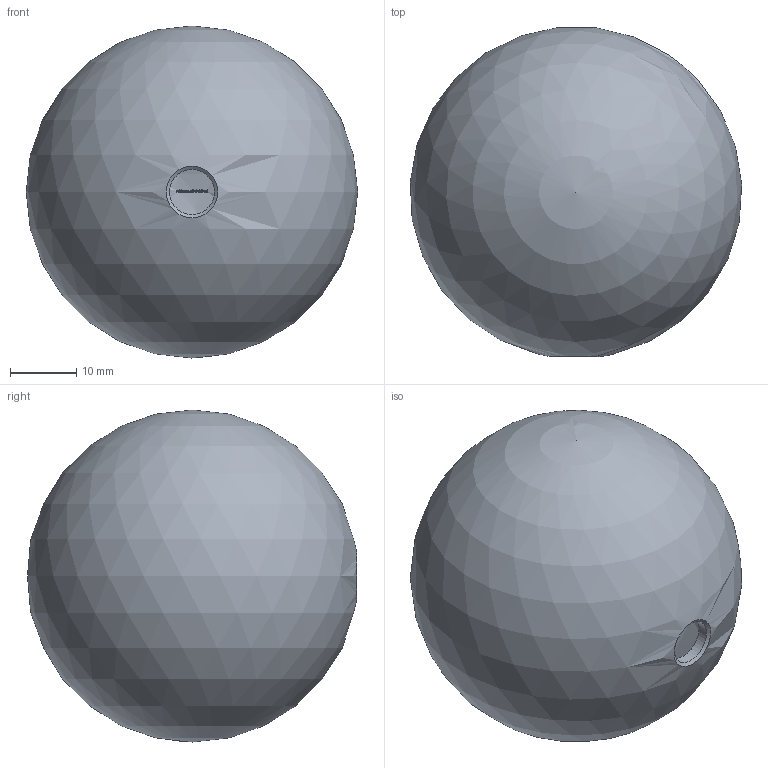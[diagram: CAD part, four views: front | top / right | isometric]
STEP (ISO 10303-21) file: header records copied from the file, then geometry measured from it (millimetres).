
FILE_DESCRIPTION (( 'STEP AP203' ), '1' );
FILE_NAME ('52050-240-MS.step', '2020-06-22T11:34:58', ( '' ), ( '' ), 'SwSTEP 2.0', 'SolidWorks 2015', '' );
FILE_SCHEMA (( 'CONFIG_CONTROL_DESIGN' ));
Length unit declared in the file: millimetre
Products named in the file (2): 52050-240-MS
Bounding box: 49.91 x 49.55 x 50 mm (x, y, z)
Volume: 14409.4 mm3; surface area: 14467.6 mm2
Topology: 1 solids, 1 shells, 263 faces, 709 edges, 473 vertices
Faces by surface type: bspline 118, plane 114, sphere 29, cylinder 1, cone 1
Full cylindrical faces by diameter (mm): 6.8 x1
Entity records: 14230 total; most frequent: CARTESIAN_POINT 8104, ORIENTED_EDGE 1398, DIRECTION 988, EDGE_CURVE 699, VERTEX_POINT 467, AXIS2_PLACEMENT_3D 378, EDGE_LOOP 292, FACE_OUTER_BOUND 265
